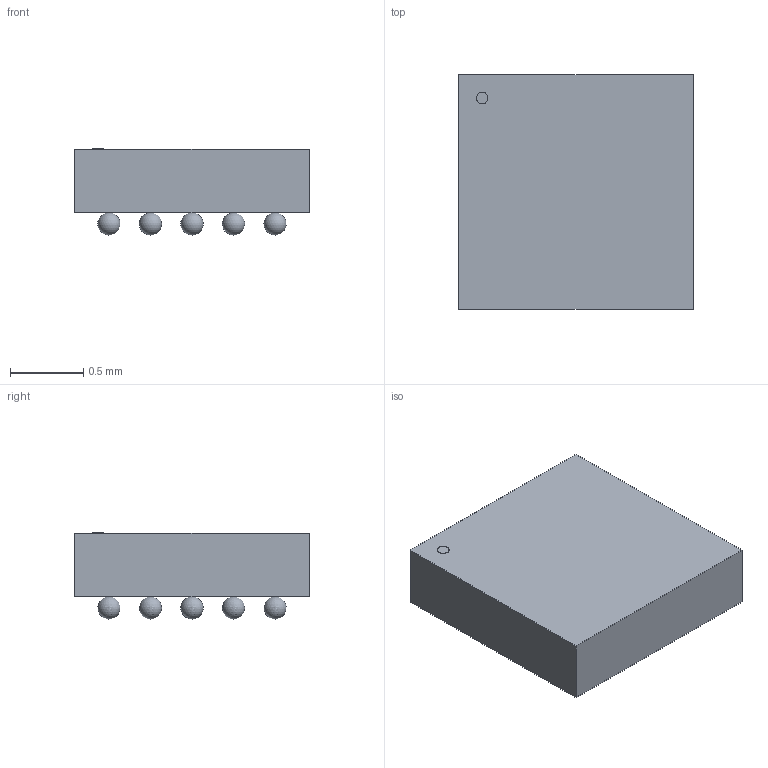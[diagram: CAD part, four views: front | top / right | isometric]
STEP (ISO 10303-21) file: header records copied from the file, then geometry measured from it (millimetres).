
FILE_DESCRIPTION(('STEP AP214'),'1');
FILE_NAME('BGA_1590X1590','2018-05-21T11:09:30',(''),(''),'','','');
FILE_SCHEMA(('AUTOMOTIVE_DESIGN'));
Length unit declared in the file: millimetre
Products named in the file (1): product
Bounding box: 1.6 x 1.6 x 0.59 mm (x, y, z)
Volume: 0 mm3; surface area: 16.7 mm2
Topology: 13 solids, 25 shells, 27 faces, 87 edges, 74 vertices
Faces by surface type: plane 14, sphere 12, cylinder 1
Full cylindrical faces by diameter (mm): 0.08 x1
Entity records: 952 total; most frequent: CARTESIAN_POINT 177, DIRECTION 158, VERTEX_POINT 122, ORIENTED_EDGE 76, EDGE_CURVE 62, AXIS2_PLACEMENT_3D 55, LINE 48, VECTOR 48
